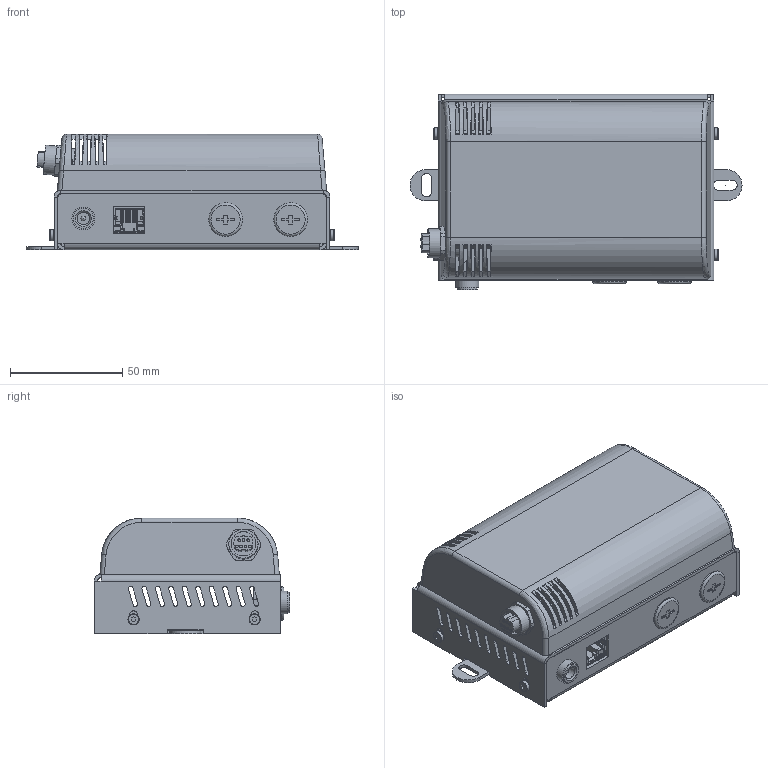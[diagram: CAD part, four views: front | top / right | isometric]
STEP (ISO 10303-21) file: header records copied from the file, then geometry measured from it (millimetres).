
FILE_DESCRIPTION(/* description */ (''),/* implementation_level */ '2;1');
FILE_NAME(/* name */ 'Si-xxxP2Ex.step',/* time_stamp */ '2021-07-29T13:57:29+02:00',/* author */ (''),/* organization */ (''),/* preprocessor_version */ 'ST-DEVELOPER v18.1',/* originating_system */ 'Autodesk Translation Framework v10.9.0.1377',/* authorisation */ '');
FILE_SCHEMA (('AUTOMOTIVE_DESIGN { 1 0 10303 214 3 1 1 }'));
Products named in the file (45): Si-xxxP2Ex; Si-xxxP2Ax; Thermo120_B; BASE 120_M; COPERCHIO 120_M; E2-xx; Ethernet120; 120_dol; M12_zaslepka; 1X1RJ45_SMT; shell_1_1; 2pin-LED_1_1; 1X1RJ45INSERT_ASM_1_1; 1X1RJ45_SMT_-INSERT_ANY_ASM_1_1; 1X1RJ45-ASSEMBLY______ANY_ASM_1_1; INSERT-BACK______ANY_ASM_1_1; NONE-13189_1_1; P-¡T+L-7Pin-AA; P-¡T+L-5Pin-AA; INSERT-BASE______ANY_ASM_1_1; NONE-7504_1_1; NONE-7331_1_1; NONE-9391_1_1; NONE-9671_1_1; NONE-7378_1_1; NONE-8804_1_1; NONE-7584_1_1; NONE-9277_1_1; NONE-8689_1_1; NONE-11975_1_1; NONE-9500_1_1; NONE-9088_1_1; NONE-7282_1_1; NONE-7481_1_1; NONE-11532_1_1; NONE-8997_1_1; NONE-8523_1_1; NONE-7607_1_1; NONE-7716_1_1; led1 ...
Assembly tree (55 placements, depth 8):
  Si-xxxP2Ex
    Si-xxxP2Ax
      Thermo120_B
        BASE 120_M
        COPERCHIO 120_M
      E2-xx
    Ethernet120
      120_dol
      M12_zaslepka  x2
      1X1RJ45_SMT
        shell_1_1
        2pin-LED_1_1
        1X1RJ45INSERT_ASM_1_1
          1X1RJ45_SMT_-INSERT_ANY_ASM_1_1
            1X1RJ45-ASSEMBLY______ANY_ASM_1_1
              INSERT-BACK______ANY_ASM_1_1
                NONE-13189_1_1
              P-¡T+L-7Pin-AA
              P-¡T+L-5Pin-AA
            INSERT-BASE______ANY_ASM_1_1
              NONE-7716_1_1  x8
              NONE-7504_1_1
              NONE-7331_1_1
              NONE-9391_1_1
              NONE-9671_1_1
              NONE-7378_1_1
              NONE-8804_1_1
              NONE-7584_1_1
              NONE-9277_1_1
              NONE-8689_1_1
              NONE-11975_1_1
              NONE-9500_1_1
              NONE-9088_1_1
              NONE-7282_1_1
              NONE-7481_1_1
              NONE-11532_1_1
              NONE-8997_1_1
              NONE-8523_1_1
              NONE-7607_1_1
        led1
        1X1RJ45-housing_-¦L¡
      DJ Jack 2,1mm panel mount
      120_gora
        Component1
      sruba_M3  x4
Bounding box: 148 x 87.1 x 51.61 mm (x, y, z)
Volume: 93124.6 mm3; surface area: 124407.3 mm2
Topology: 26 solids, 26 shells, 1753 faces, 4488 edges, 2819 vertices
Faces by surface type: plane 1021, cylinder 506, bspline 114, torus 62, cone 49, sphere 1
Full cylindrical faces by diameter (mm): 1 x2, 1.2 x7, 2.1 x1, 2.6 x1, 2.7 x2, 3 x6, 3.5 x4, 4 x4, 5 x4, 5.5 x1, 7 x2, 8 x1, 9 x1, 10.137 x6, 10.2 x1, 11 x1, 11.85 x6, 12 x4, 13 x1, 15 x2, 20 x1
Entity records: 58769 total; most frequent: CARTESIAN_POINT 15352, ORIENTED_EDGE 8622, DIRECTION 8529, EDGE_CURVE 4311, LINE 2987, VECTOR 2987, AXIS2_PLACEMENT_3D 2771, VERTEX_POINT 2704
